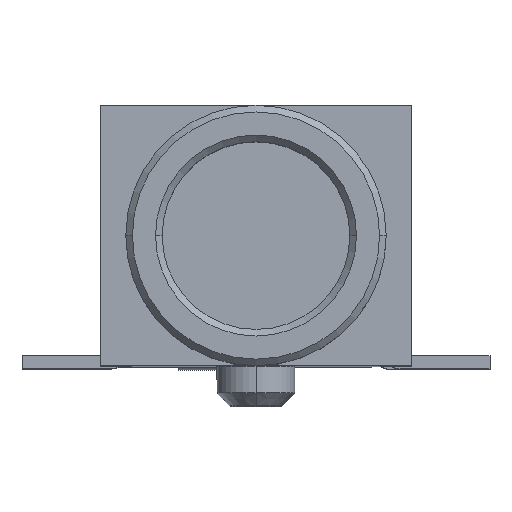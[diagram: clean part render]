
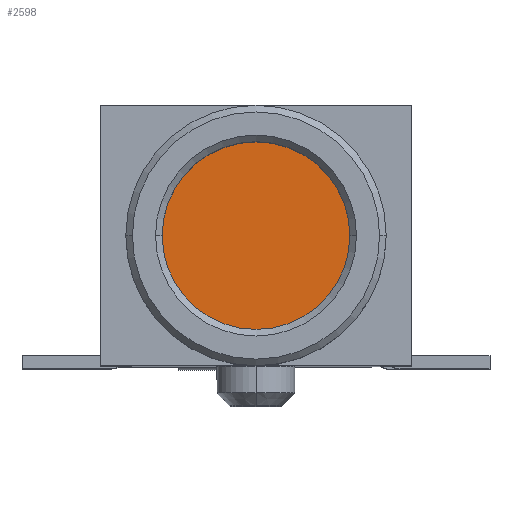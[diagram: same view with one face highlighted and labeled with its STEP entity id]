
A CAD part, top view. The second image highlights one B-rep face of the part: STEP entity #2598.
In plain terms, the highlighted planar face has unit normal (0, 0, 1).
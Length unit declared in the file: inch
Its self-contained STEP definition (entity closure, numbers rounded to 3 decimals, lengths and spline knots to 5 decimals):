
#72 = CARTESIAN_POINT ( 'NONE',  ( 0., 0., 0. ) ) ;
#128 = PLANE ( 'NONE',  #1364 ) ;
#328 = DIRECTION ( 'NONE',  ( 0., 0., 1. ) ) ;
#405 = DIRECTION ( 'NONE',  ( 0., 0., 1. ) ) ;
#432 = DIRECTION ( 'NONE',  ( 0., 0., 1. ) ) ;
#434 = CIRCLE ( 'NONE', #965, 0.071 ) ;
#825 = EDGE_LOOP ( 'NONE', ( #1982, #2551 ) ) ;
#849 = EDGE_CURVE ( 'NONE', #925, #868, #1260, .T. ) ;
#868 = VERTEX_POINT ( 'NONE', #3647 ) ;
#925 = VERTEX_POINT ( 'NONE', #1674 ) ;
#965 = AXIS2_PLACEMENT_3D ( 'NONE', #72, #328, #3017 ) ;
#986 = DIRECTION ( 'NONE',  ( -1., 0., 0. ) ) ;
#1260 = CIRCLE ( 'NONE', #1858, 0.071 ) ;
#1364 = AXIS2_PLACEMENT_3D ( 'NONE', #2525, #432, #3379 ) ;
#1474 = FACE_OUTER_BOUND ( 'NONE', #825, .T. ) ;
#1674 = CARTESIAN_POINT ( 'NONE',  ( 0.071, 0., 0. ) ) ;
#1858 = AXIS2_PLACEMENT_3D ( 'NONE', #3014, #405, #986 ) ;
#1982 = ORIENTED_EDGE ( 'NONE', *, *, #2512, .T. ) ;
#2512 = EDGE_CURVE ( 'NONE', #868, #925, #434, .T. ) ;
#2525 = CARTESIAN_POINT ( 'NONE',  ( -0.118, -0.0985, 0. ) ) ;
#2551 = ORIENTED_EDGE ( 'NONE', *, *, #849, .T. ) ;
#2598 = ADVANCED_FACE ( 'NONE', ( #1474 ), #128, .T. ) ;
#3014 = CARTESIAN_POINT ( 'NONE',  ( 0., 0., 0. ) ) ;
#3017 = DIRECTION ( 'NONE',  ( -1., 0., 0. ) ) ;
#3379 = DIRECTION ( 'NONE',  ( 1., 0., 0. ) ) ;
#3647 = CARTESIAN_POINT ( 'NONE',  ( -0.071, 0., 0. ) ) ;
